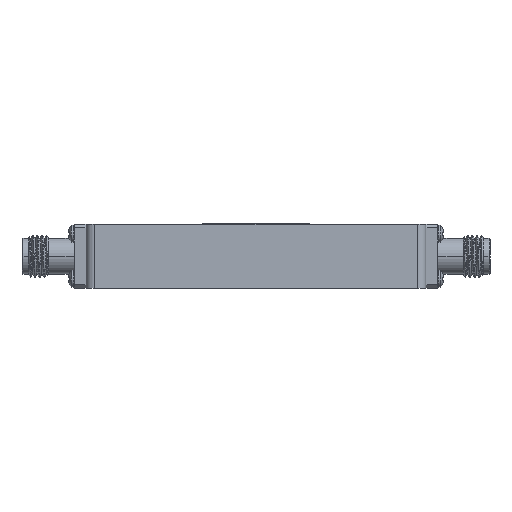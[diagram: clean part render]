
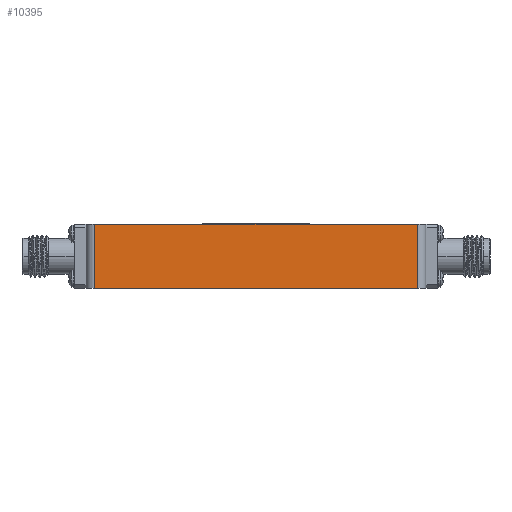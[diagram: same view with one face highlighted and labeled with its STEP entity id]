
A CAD part, left-side view. The second image highlights one B-rep face of the part: STEP entity #10395.
In plain terms, the highlighted planar face has unit normal (-1, 0, 0).
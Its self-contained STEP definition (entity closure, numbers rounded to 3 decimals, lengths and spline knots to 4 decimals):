
#1205 = PLANE ( 'NONE',  #8567 ) ;
#2877 = DIRECTION ( 'NONE',  ( 0., 1., 0. ) ) ;
#3800 = ORIENTED_EDGE ( 'NONE', *, *, #53572, .T. ) ;
#8388 = VERTEX_POINT ( 'NONE', #41330 ) ;
#8567 = AXIS2_PLACEMENT_3D ( 'NONE', #63850, #53559, #2877 ) ;
#10395 = ADVANCED_FACE ( 'NONE', ( #55239 ), #1205, .F. ) ;
#14076 = DIRECTION ( 'NONE',  ( 0., -1., 0. ) ) ;
#31480 = CARTESIAN_POINT ( 'NONE',  ( -1., 0.95, 0.189 ) ) ;
#39221 = VECTOR ( 'NONE', #109103, 39.3701 ) ;
#40457 = CARTESIAN_POINT ( 'NONE',  ( -1., -0.95, 0.189 ) ) ;
#41330 = CARTESIAN_POINT ( 'NONE',  ( -1., -0.95, -0.189 ) ) ;
#42199 = ORIENTED_EDGE ( 'NONE', *, *, #106814, .F. ) ;
#50152 = VECTOR ( 'NONE', #57128, 39.3701 ) ;
#50374 = VECTOR ( 'NONE', #14076, 39.3701 ) ;
#53559 = DIRECTION ( 'NONE',  ( 1., 0., 0. ) ) ;
#53572 = EDGE_CURVE ( 'NONE', #89219, #102027, #74068, .T. ) ;
#55239 = FACE_OUTER_BOUND ( 'NONE', #65380, .T. ) ;
#57128 = DIRECTION ( 'NONE',  ( 0., 0., 1. ) ) ;
#60703 = ORIENTED_EDGE ( 'NONE', *, *, #100818, .T. ) ;
#63850 = CARTESIAN_POINT ( 'NONE',  ( -1., -1., 0.189 ) ) ;
#65161 = CARTESIAN_POINT ( 'NONE',  ( -1., -1., -0.189 ) ) ;
#65380 = EDGE_LOOP ( 'NONE', ( #42199, #3800, #87546, #60703 ) ) ;
#71159 = CARTESIAN_POINT ( 'NONE',  ( -1., 0.95, -0.189 ) ) ;
#73797 = DIRECTION ( 'NONE',  ( 0., -1., 0. ) ) ;
#74068 = LINE ( 'NONE', #82109, #39221 ) ;
#82109 = CARTESIAN_POINT ( 'NONE',  ( -1., 0.95, 0.189 ) ) ;
#85577 = VERTEX_POINT ( 'NONE', #96670 ) ;
#85919 = EDGE_CURVE ( 'NONE', #102027, #8388, #92741, .T. ) ;
#87470 = VECTOR ( 'NONE', #73797, 39.3701 ) ;
#87546 = ORIENTED_EDGE ( 'NONE', *, *, #85919, .T. ) ;
#89219 = VERTEX_POINT ( 'NONE', #31480 ) ;
#92741 = LINE ( 'NONE', #65161, #87470 ) ;
#92742 = LINE ( 'NONE', #40457, #50152 ) ;
#96670 = CARTESIAN_POINT ( 'NONE',  ( -1., -0.95, 0.189 ) ) ;
#100818 = EDGE_CURVE ( 'NONE', #8388, #85577, #92742, .T. ) ;
#101430 = CARTESIAN_POINT ( 'NONE',  ( -1., -1., 0.189 ) ) ;
#102027 = VERTEX_POINT ( 'NONE', #71159 ) ;
#106814 = EDGE_CURVE ( 'NONE', #89219, #85577, #111181, .T. ) ;
#109103 = DIRECTION ( 'NONE',  ( 0., 0., -1. ) ) ;
#111181 = LINE ( 'NONE', #101430, #50374 ) ;
